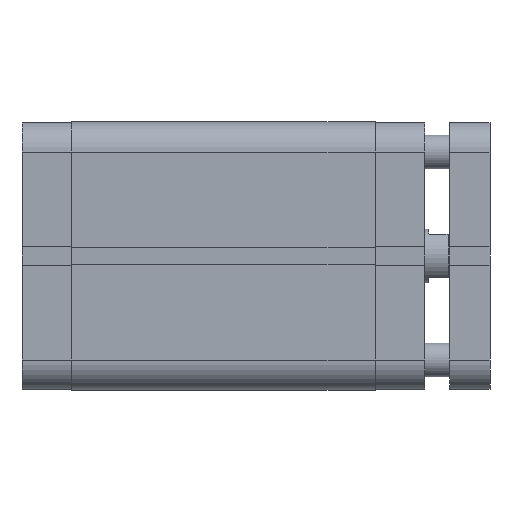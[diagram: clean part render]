
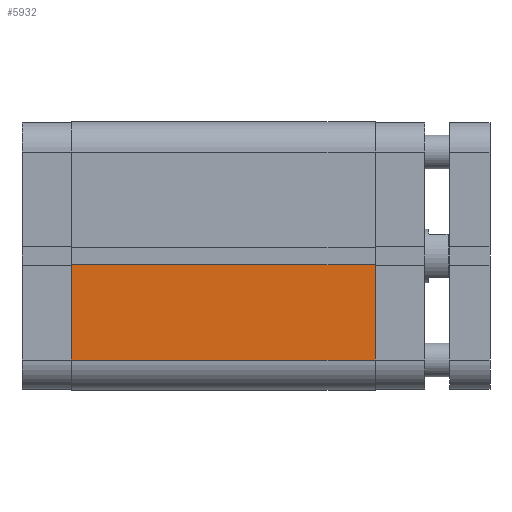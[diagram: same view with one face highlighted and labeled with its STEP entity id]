
A CAD part, front view. The second image highlights one B-rep face of the part: STEP entity #5932.
In plain terms, the highlighted planar face has unit normal (0, -1, 0).
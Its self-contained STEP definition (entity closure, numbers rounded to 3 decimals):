
#184 = EDGE_CURVE ( 'NONE', #8425, #8368, #8117, .T. ) ;
#185 = EDGE_CURVE ( 'NONE', #8427, #8368, #8106, .T. ) ;
#250 = EDGE_CURVE ( 'NONE', #8429, #8427, #2222, .T. ) ;
#259 = EDGE_CURVE ( 'NONE', #8429, #8425, #2243, .T. ) ;
#958 = CARTESIAN_POINT ( 'NONE',  ( -2.6, -40., 90.5 ) ) ;
#960 = CARTESIAN_POINT ( 'NONE',  ( 0., -40., 0. ) ) ;
#961 = DIRECTION ( 'NONE',  ( 1., 0., 0. ) ) ;
#963 = DIRECTION ( 'NONE',  ( 0., 0., -1. ) ) ;
#1115 = CARTESIAN_POINT ( 'NONE',  ( 0., -40., 90.5 ) ) ;
#1116 = DIRECTION ( 'NONE',  ( 1., 0., 0. ) ) ;
#1134 = CARTESIAN_POINT ( 'NONE',  ( -31., -40., 90.5 ) ) ;
#1135 = DIRECTION ( 'NONE',  ( 0., 0., -1. ) ) ;
#2094 = CARTESIAN_POINT ( 'NONE',  ( 0., -40., 90.5 ) ) ;
#2095 = PLANE ( 'NONE',  #6545 ) ;
#2097 = DIRECTION ( 'NONE',  ( 0., 1., 0. ) ) ;
#2098 = DIRECTION ( 'NONE',  ( 0., 0., 1. ) ) ;
#2221 = VECTOR ( 'NONE', #1116, 1000. ) ;
#2222 = LINE ( 'NONE', #1115, #2221 ) ;
#2242 = VECTOR ( 'NONE', #1135, 1000. ) ;
#2243 = LINE ( 'NONE', #1134, #2242 ) ;
#2790 = FACE_OUTER_BOUND ( 'NONE', #7698, .T. ) ;
#4384 = CARTESIAN_POINT ( 'NONE',  ( -2.6, -40., 0. ) ) ;
#4870 = CARTESIAN_POINT ( 'NONE',  ( -31., -40., 0. ) ) ;
#4872 = CARTESIAN_POINT ( 'NONE',  ( -2.6, -40., 90.5 ) ) ;
#4874 = CARTESIAN_POINT ( 'NONE',  ( -31., -40., 90.5 ) ) ;
#5545 = ORIENTED_EDGE ( 'NONE', *, *, #185, .F. ) ;
#5585 = ORIENTED_EDGE ( 'NONE', *, *, #184, .T. ) ;
#5599 = ORIENTED_EDGE ( 'NONE', *, *, #259, .T. ) ;
#5600 = ORIENTED_EDGE ( 'NONE', *, *, #250, .F. ) ;
#5932 = ADVANCED_FACE ( 'NONE', ( #2790 ), #2095, .F. ) ;
#6545 = AXIS2_PLACEMENT_3D ( 'NONE', #2094, #2097, #2098 ) ;
#7698 = EDGE_LOOP ( 'NONE', ( #5585, #5545, #5600, #5599 ) ) ;
#8106 = LINE ( 'NONE', #958, #8119 ) ;
#8117 = LINE ( 'NONE', #960, #8118 ) ;
#8118 = VECTOR ( 'NONE', #961, 1000. ) ;
#8119 = VECTOR ( 'NONE', #963, 1000. ) ;
#8368 = VERTEX_POINT ( 'NONE', #4384 ) ;
#8425 = VERTEX_POINT ( 'NONE', #4870 ) ;
#8427 = VERTEX_POINT ( 'NONE', #4872 ) ;
#8429 = VERTEX_POINT ( 'NONE', #4874 ) ;
